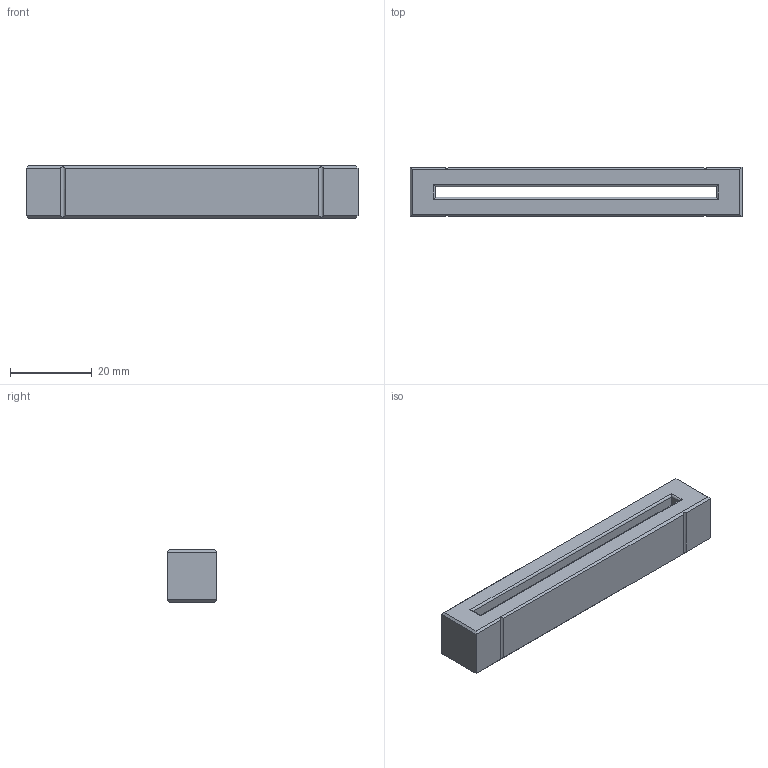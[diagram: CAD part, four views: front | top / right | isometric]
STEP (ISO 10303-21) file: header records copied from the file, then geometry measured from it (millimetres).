
FILE_DESCRIPTION (( 'STEP AP214' ), '1' );
FILE_NAME ('EC_FPD1_L81T13.7H12A68.6B2.6.STEP', '2023-11-17T10:36:59', ( '' ), ( '' ), 'SwSTEP 2.0', 'SolidWorks 2021', '' );
FILE_SCHEMA (( 'AUTOMOTIVE_DESIGN' ));
Length unit declared in the file: millimetre
Products named in the file (1): EC_FPD1_L81T13.7H12A68.6B2.6
Bounding box: 81 x 12 x 12.7 mm (x, y, z)
Volume: 10007.4 mm3; surface area: 5650.6 mm2
Topology: 4 solids, 4 shells, 91 faces, 233 edges, 150 vertices
Faces by surface type: plane 79, cylinder 12
Entity records: 3118 total; most frequent: CARTESIAN_POINT 523, ORIENTED_EDGE 466, DIRECTION 401, EDGE_CURVE 233, LINE 217, VECTOR 217, VERTEX_POINT 150, EDGE_LOOP 93
